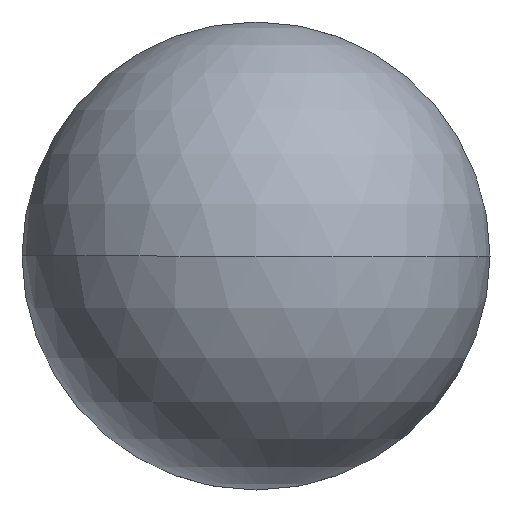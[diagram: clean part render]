
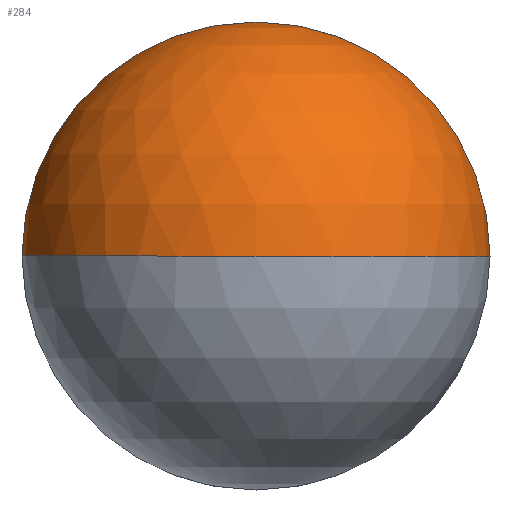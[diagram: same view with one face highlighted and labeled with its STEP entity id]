
A CAD part, front view. The second image highlights one B-rep face of the part: STEP entity #284.
In plain terms, the highlighted spherical face has radius 6.35 mm.
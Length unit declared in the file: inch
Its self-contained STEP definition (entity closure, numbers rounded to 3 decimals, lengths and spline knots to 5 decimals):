
#1 = AXIS2_PLACEMENT_3D ( 'NONE', #262, #168, #371 ) ;
#2 = VERTEX_POINT ( 'NONE', #202 ) ;
#9 = ORIENTED_EDGE ( 'NONE', *, *, #297, .T. ) ;
#31 = CARTESIAN_POINT ( 'NONE',  ( 0., 0., 0. ) ) ;
#39 = DIRECTION ( 'NONE',  ( 0., 0., -1. ) ) ;
#50 = FACE_OUTER_BOUND ( 'NONE', #180, .T. ) ;
#53 = CARTESIAN_POINT ( 'NONE',  ( 0., 0.25, 0. ) ) ;
#91 = AXIS2_PLACEMENT_3D ( 'NONE', #249, #195, #304 ) ;
#105 = DIRECTION ( 'NONE',  ( 0., 0., -1. ) ) ;
#109 = AXIS2_PLACEMENT_3D ( 'NONE', #182, #118, #39 ) ;
#118 = DIRECTION ( 'NONE',  ( 0., -1., 0. ) ) ;
#132 = CARTESIAN_POINT ( 'NONE',  ( 0., 0.25, 0. ) ) ;
#133 = SPHERICAL_SURFACE ( 'NONE', #91, 0.25 ) ;
#148 = VERTEX_POINT ( 'NONE', #200 ) ;
#152 = CIRCLE ( 'NONE', #314, 0.25 ) ;
#160 = EDGE_CURVE ( 'NONE', #223, #320, #197, .T. ) ;
#161 = DIRECTION ( 'NONE',  ( 0., -1., 0. ) ) ;
#168 = DIRECTION ( 'NONE',  ( 0., 0., 1. ) ) ;
#180 = EDGE_LOOP ( 'NONE', ( #322, #199, #263, #9 ) ) ;
#182 = CARTESIAN_POINT ( 'NONE',  ( 0., 0.25, 0. ) ) ;
#192 = DIRECTION ( 'NONE',  ( 0., 0., -1. ) ) ;
#195 = DIRECTION ( 'NONE',  ( 0., 0., 1. ) ) ;
#197 = CIRCLE ( 'NONE', #1, 0.25 ) ;
#199 = ORIENTED_EDGE ( 'NONE', *, *, #160, .T. ) ;
#200 = CARTESIAN_POINT ( 'NONE',  ( 0., 0.25, 0.25 ) ) ;
#202 = CARTESIAN_POINT ( 'NONE',  ( 0.25, 0.25, 0. ) ) ;
#216 = CARTESIAN_POINT ( 'NONE',  ( -0.25, 0.25, 0. ) ) ;
#223 = VERTEX_POINT ( 'NONE', #216 ) ;
#231 = CIRCLE ( 'NONE', #109, 0.25 ) ;
#233 = EDGE_CURVE ( 'NONE', #2, #320, #152, .T. ) ;
#241 = DIRECTION ( 'NONE',  ( -1., 0., 0. ) ) ;
#249 = CARTESIAN_POINT ( 'NONE',  ( 0., 0.25, 0. ) ) ;
#262 = CARTESIAN_POINT ( 'NONE',  ( 0., 0.25, 0. ) ) ;
#263 = ORIENTED_EDGE ( 'NONE', *, *, #233, .F. ) ;
#275 = AXIS2_PLACEMENT_3D ( 'NONE', #53, #161, #192 ) ;
#284 = ADVANCED_FACE ( 'NONE', ( #50 ), #133, .T. ) ;
#297 = EDGE_CURVE ( 'NONE', #2, #148, #307, .T. ) ;
#304 = DIRECTION ( 'NONE',  ( 1., 0., 0. ) ) ;
#307 = CIRCLE ( 'NONE', #275, 0.25 ) ;
#314 = AXIS2_PLACEMENT_3D ( 'NONE', #132, #105, #241 ) ;
#320 = VERTEX_POINT ( 'NONE', #31 ) ;
#322 = ORIENTED_EDGE ( 'NONE', *, *, #342, .T. ) ;
#342 = EDGE_CURVE ( 'NONE', #148, #223, #231, .T. ) ;
#371 = DIRECTION ( 'NONE',  ( 1., 0., 0. ) ) ;
